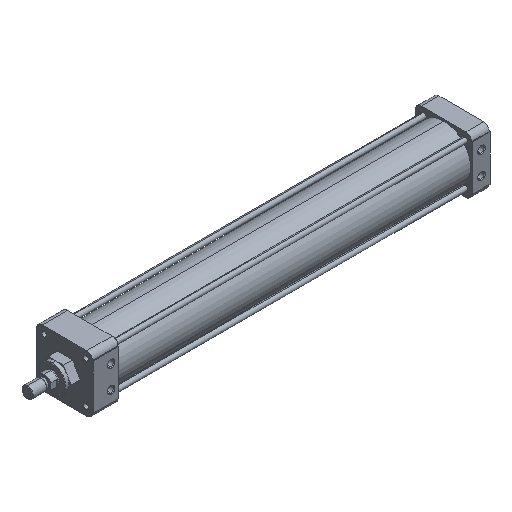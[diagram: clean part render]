
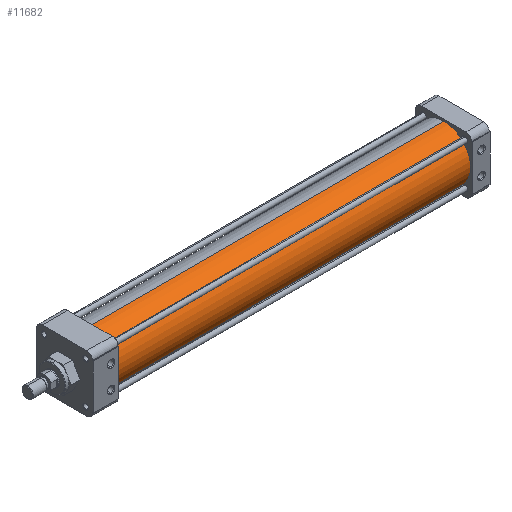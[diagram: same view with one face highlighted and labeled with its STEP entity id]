
A CAD part, isometric view. The second image highlights one B-rep face of the part: STEP entity #11682.
In plain terms, the highlighted cylindrical face has radius 44.45 mm (diameter 88.9 mm), a partial arc.
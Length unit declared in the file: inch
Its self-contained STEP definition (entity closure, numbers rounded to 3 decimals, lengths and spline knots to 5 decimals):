
#130 = VECTOR ( 'NONE', #7932, 39.37008 ) ;
#1179 = CIRCLE ( 'NONE', #3938, 1.75 ) ;
#1655 = CARTESIAN_POINT ( 'NONE',  ( 25.076, 0., -1.75 ) ) ;
#1906 = EDGE_CURVE ( 'NONE', #11282, #4233, #8478, .T. ) ;
#1938 = LINE ( 'NONE', #1655, #4592 ) ;
#2091 = CARTESIAN_POINT ( 'NONE',  ( 1.67, 0., 0. ) ) ;
#2249 = CARTESIAN_POINT ( 'NONE',  ( 25.076, 0., -1.75 ) ) ;
#2386 = DIRECTION ( 'NONE',  ( -1., 0., 0. ) ) ;
#3118 = ORIENTED_EDGE ( 'NONE', *, *, #6195, .F. ) ;
#3215 = DIRECTION ( 'NONE',  ( 0., 0., -1. ) ) ;
#3938 = AXIS2_PLACEMENT_3D ( 'NONE', #2091, #9943, #3215 ) ;
#4233 = VERTEX_POINT ( 'NONE', #10759 ) ;
#4514 = AXIS2_PLACEMENT_3D ( 'NONE', #13392, #14553, #6697 ) ;
#4592 = VECTOR ( 'NONE', #9507, 39.37008 ) ;
#4946 = CARTESIAN_POINT ( 'NONE',  ( 1.67, 0., 1.75 ) ) ;
#5601 = CARTESIAN_POINT ( 'NONE',  ( 25.076, 0., 1.75 ) ) ;
#5984 = VERTEX_POINT ( 'NONE', #4946 ) ;
#5994 = EDGE_CURVE ( 'NONE', #14604, #11282, #1938, .T. ) ;
#6060 = FACE_OUTER_BOUND ( 'NONE', #7927, .T. ) ;
#6195 = EDGE_CURVE ( 'NONE', #5984, #4233, #8775, .T. ) ;
#6697 = DIRECTION ( 'NONE',  ( 0., 0., -1. ) ) ;
#6778 = AXIS2_PLACEMENT_3D ( 'NONE', #9094, #2386, #10242 ) ;
#7674 = CYLINDRICAL_SURFACE ( 'NONE', #4514, 1.75 ) ;
#7927 = EDGE_LOOP ( 'NONE', ( #3118, #7960, #12747, #8716 ) ) ;
#7932 = DIRECTION ( 'NONE',  ( 1., 0., 0. ) ) ;
#7960 = ORIENTED_EDGE ( 'NONE', *, *, #8980, .T. ) ;
#8478 = CIRCLE ( 'NONE', #6778, 1.75 ) ;
#8716 = ORIENTED_EDGE ( 'NONE', *, *, #1906, .T. ) ;
#8775 = LINE ( 'NONE', #5601, #130 ) ;
#8980 = EDGE_CURVE ( 'NONE', #5984, #14604, #1179, .T. ) ;
#9094 = CARTESIAN_POINT ( 'NONE',  ( 25.076, 0., 0. ) ) ;
#9507 = DIRECTION ( 'NONE',  ( 1., 0., 0. ) ) ;
#9943 = DIRECTION ( 'NONE',  ( 1., 0., 0. ) ) ;
#10242 = DIRECTION ( 'NONE',  ( 0., 0., -1. ) ) ;
#10689 = CARTESIAN_POINT ( 'NONE',  ( 1.67, 0., -1.75 ) ) ;
#10759 = CARTESIAN_POINT ( 'NONE',  ( 25.076, 0., 1.75 ) ) ;
#11282 = VERTEX_POINT ( 'NONE', #2249 ) ;
#11682 = ADVANCED_FACE ( 'NONE', ( #6060 ), #7674, .T. ) ;
#12747 = ORIENTED_EDGE ( 'NONE', *, *, #5994, .T. ) ;
#13392 = CARTESIAN_POINT ( 'NONE',  ( 25.076, 0., 0. ) ) ;
#14553 = DIRECTION ( 'NONE',  ( 1., 0., 0. ) ) ;
#14604 = VERTEX_POINT ( 'NONE', #10689 ) ;
